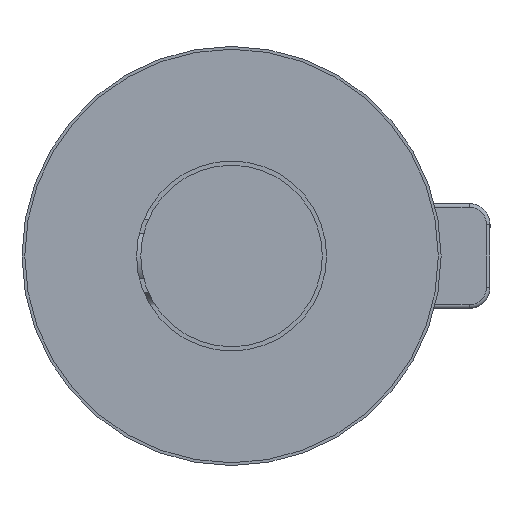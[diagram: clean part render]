
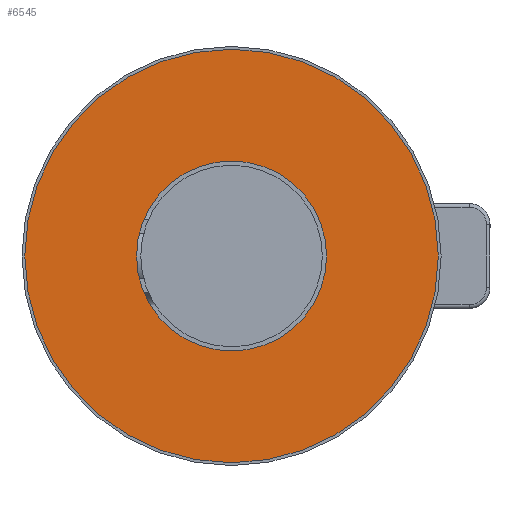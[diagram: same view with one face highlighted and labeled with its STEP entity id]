
A CAD part, left-side view. The second image highlights one B-rep face of the part: STEP entity #6545.
In plain terms, the highlighted planar face has unit normal (-1, 0, 0).
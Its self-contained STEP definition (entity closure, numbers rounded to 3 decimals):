
#382 = AXIS2_PLACEMENT_3D ( 'NONE', #4764, #4001, #1284 ) ;
#393 = AXIS2_PLACEMENT_3D ( 'NONE', #1484, #6544, #8025 ) ;
#694 = CIRCLE ( 'NONE', #382, 29.6 ) ;
#845 = VERTEX_POINT ( 'NONE', #3085 ) ;
#1146 = EDGE_LOOP ( 'NONE', ( #3626 ) ) ;
#1284 = DIRECTION ( 'NONE',  ( 0., -1., 0. ) ) ;
#1396 = EDGE_LOOP ( 'NONE', ( #3114 ) ) ;
#1435 = PLANE ( 'NONE',  #393 ) ;
#1484 = CARTESIAN_POINT ( 'NONE',  ( 33.6, 0., -18.2 ) ) ;
#2818 = FACE_OUTER_BOUND ( 'NONE', #1396, .T. ) ;
#3085 = CARTESIAN_POINT ( 'NONE',  ( 33.6, -29.6, 0. ) ) ;
#3114 = ORIENTED_EDGE ( 'NONE', *, *, #7650, .F. ) ;
#3576 = AXIS2_PLACEMENT_3D ( 'NONE', #8222, #4678, #5249 ) ;
#3626 = ORIENTED_EDGE ( 'NONE', *, *, #8683, .F. ) ;
#3876 = CIRCLE ( 'NONE', #3576, 13.6 ) ;
#4001 = DIRECTION ( 'NONE',  ( 1., 0., 0. ) ) ;
#4026 = VERTEX_POINT ( 'NONE', #9047 ) ;
#4678 = DIRECTION ( 'NONE',  ( -1., 0., 0. ) ) ;
#4764 = CARTESIAN_POINT ( 'NONE',  ( 33.6, 0., 0. ) ) ;
#5249 = DIRECTION ( 'NONE',  ( 0., 0., -1. ) ) ;
#6544 = DIRECTION ( 'NONE',  ( 1., 0., 0. ) ) ;
#6545 = ADVANCED_FACE ( 'NONE', ( #2818, #7260 ), #1435, .F. ) ;
#7260 = FACE_BOUND ( 'NONE', #1146, .T. ) ;
#7650 = EDGE_CURVE ( 'NONE', #845, #845, #694, .T. ) ;
#8025 = DIRECTION ( 'NONE',  ( 0., -1., 0. ) ) ;
#8222 = CARTESIAN_POINT ( 'NONE',  ( 33.6, 0., 0. ) ) ;
#8683 = EDGE_CURVE ( 'NONE', #4026, #4026, #3876, .T. ) ;
#9047 = CARTESIAN_POINT ( 'NONE',  ( 33.6, 0., -13.6 ) ) ;
